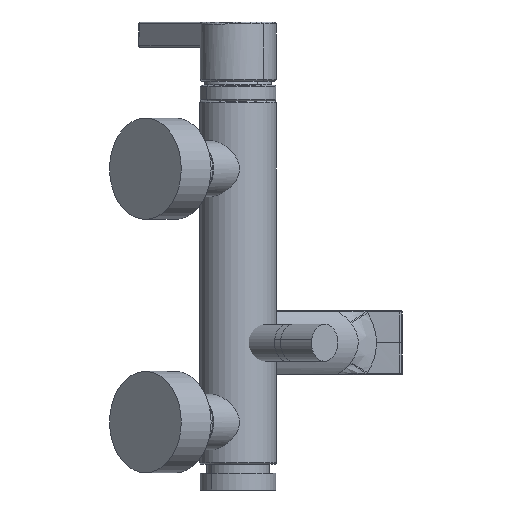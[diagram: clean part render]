
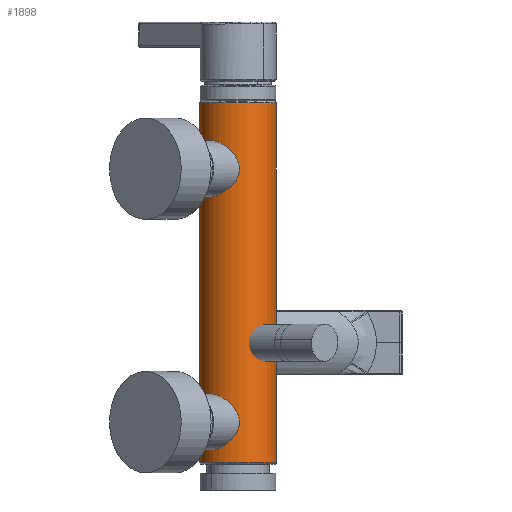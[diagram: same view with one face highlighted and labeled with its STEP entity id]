
A CAD part, front view. The second image highlights one B-rep face of the part: STEP entity #1898.
In plain terms, the highlighted cylindrical face has radius 22.65 mm (diameter 45.3 mm), a partial arc.
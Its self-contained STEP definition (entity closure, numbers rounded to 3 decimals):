
#44 = CARTESIAN_POINT ( 'NONE',  ( 0., 0., 215.5 ) ) ;
#266 = VECTOR ( 'NONE', #4484, 1000. ) ;
#292 = DIRECTION ( 'NONE',  ( 0., 0., -1. ) ) ;
#364 = CARTESIAN_POINT ( 'NONE',  ( -22.65, 0., 215.5 ) ) ;
#560 = CARTESIAN_POINT ( 'NONE',  ( 22.65, 0., 215.5 ) ) ;
#690 = VERTEX_POINT ( 'NONE', #3320 ) ;
#842 = ORIENTED_EDGE ( 'NONE', *, *, #1389, .T. ) ;
#862 = CIRCLE ( 'NONE', #1518, 22.65 ) ;
#1349 = LINE ( 'NONE', #364, #266 ) ;
#1382 = VECTOR ( 'NONE', #5623, 1000. ) ;
#1389 = EDGE_CURVE ( 'NONE', #690, #5697, #1349, .T. ) ;
#1475 = EDGE_LOOP ( 'NONE', ( #5423, #5108, #842, #4394 ) ) ;
#1518 = AXIS2_PLACEMENT_3D ( 'NONE', #2308, #5271, #4777 ) ;
#1898 = ADVANCED_FACE ( 'NONE', ( #3108 ), #4665, .T. ) ;
#2125 = LINE ( 'NONE', #560, #1382 ) ;
#2150 = EDGE_CURVE ( 'NONE', #5697, #3553, #6098, .T. ) ;
#2236 = CARTESIAN_POINT ( 'NONE',  ( -22.65, 0., 1.5 ) ) ;
#2308 = CARTESIAN_POINT ( 'NONE',  ( 0., 0., 214.5 ) ) ;
#2465 = CARTESIAN_POINT ( 'NONE',  ( 22.65, 0., 1.5 ) ) ;
#2702 = DIRECTION ( 'NONE',  ( -1., 0., 0. ) ) ;
#2983 = DIRECTION ( 'NONE',  ( 0., 0., 1. ) ) ;
#3108 = FACE_OUTER_BOUND ( 'NONE', #1475, .T. ) ;
#3320 = CARTESIAN_POINT ( 'NONE',  ( -22.65, 0., 214.5 ) ) ;
#3490 = DIRECTION ( 'NONE',  ( 1., 0., 0. ) ) ;
#3502 = AXIS2_PLACEMENT_3D ( 'NONE', #44, #292, #2702 ) ;
#3553 = VERTEX_POINT ( 'NONE', #2465 ) ;
#3754 = EDGE_CURVE ( 'NONE', #6434, #3553, #2125, .T. ) ;
#4394 = ORIENTED_EDGE ( 'NONE', *, *, #2150, .T. ) ;
#4484 = DIRECTION ( 'NONE',  ( 0., 0., -1. ) ) ;
#4511 = CARTESIAN_POINT ( 'NONE',  ( 0., 0., 1.5 ) ) ;
#4665 = CYLINDRICAL_SURFACE ( 'NONE', #3502, 22.65 ) ;
#4777 = DIRECTION ( 'NONE',  ( 1., 0., 0. ) ) ;
#4958 = EDGE_CURVE ( 'NONE', #6434, #690, #862, .T. ) ;
#5108 = ORIENTED_EDGE ( 'NONE', *, *, #4958, .T. ) ;
#5128 = AXIS2_PLACEMENT_3D ( 'NONE', #4511, #2983, #3490 ) ;
#5271 = DIRECTION ( 'NONE',  ( 0., 0., -1. ) ) ;
#5423 = ORIENTED_EDGE ( 'NONE', *, *, #3754, .F. ) ;
#5623 = DIRECTION ( 'NONE',  ( 0., 0., -1. ) ) ;
#5697 = VERTEX_POINT ( 'NONE', #2236 ) ;
#6098 = CIRCLE ( 'NONE', #5128, 22.65 ) ;
#6388 = CARTESIAN_POINT ( 'NONE',  ( 22.65, 0., 214.5 ) ) ;
#6434 = VERTEX_POINT ( 'NONE', #6388 ) ;
